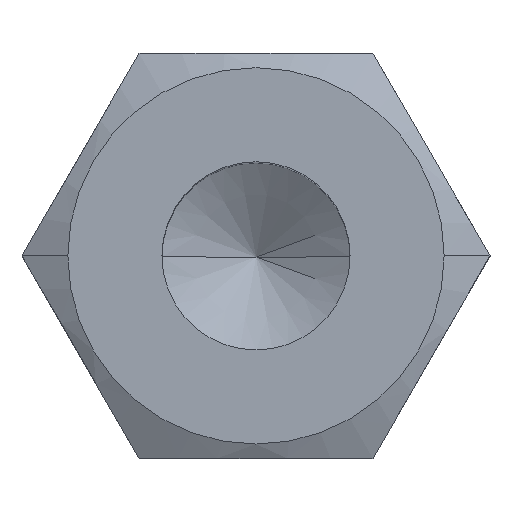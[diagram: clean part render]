
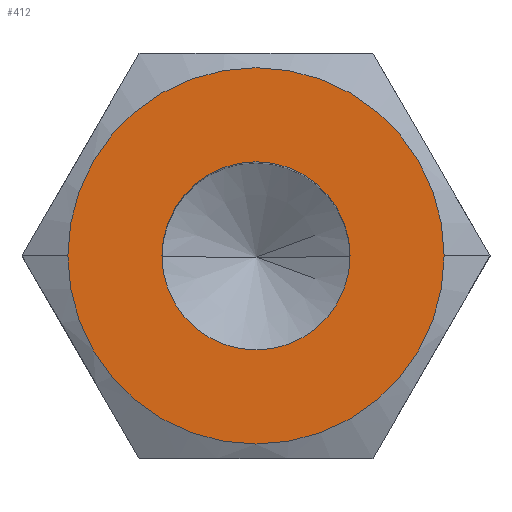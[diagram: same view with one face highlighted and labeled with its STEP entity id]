
A CAD part, top view. The second image highlights one B-rep face of the part: STEP entity #412.
In plain terms, the highlighted planar face has unit normal (0, 0, 1).
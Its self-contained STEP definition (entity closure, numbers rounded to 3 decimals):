
#7 = CARTESIAN_POINT ( 'NONE',  ( 6.5, 0., 8. ) ) ;
#50 = PLANE ( 'NONE',  #615 ) ;
#91 = AXIS2_PLACEMENT_3D ( 'NONE', #470, #148, #538 ) ;
#96 = FACE_BOUND ( 'NONE', #630, .T. ) ;
#117 = CARTESIAN_POINT ( 'NONE',  ( 0., 0., 8. ) ) ;
#121 = CARTESIAN_POINT ( 'NONE',  ( 0., 0., 8. ) ) ;
#132 = VERTEX_POINT ( 'NONE', #709 ) ;
#148 = DIRECTION ( 'NONE',  ( 0., 0., 1. ) ) ;
#164 = DIRECTION ( 'NONE',  ( 0., 0., 1. ) ) ;
#178 = DIRECTION ( 'NONE',  ( 1., 0., 0. ) ) ;
#182 = DIRECTION ( 'NONE',  ( 0., 0., 1. ) ) ;
#217 = EDGE_CURVE ( 'NONE', #464, #567, #432, .T. ) ;
#218 = AXIS2_PLACEMENT_3D ( 'NONE', #121, #508, #178 ) ;
#258 = FACE_OUTER_BOUND ( 'NONE', #413, .T. ) ;
#279 = DIRECTION ( 'NONE',  ( 0., 0., 1. ) ) ;
#287 = CARTESIAN_POINT ( 'NONE',  ( -13., 0., 8. ) ) ;
#344 = AXIS2_PLACEMENT_3D ( 'NONE', #519, #182, #573 ) ;
#346 = CIRCLE ( 'NONE', #218, 6.5 ) ;
#358 = ORIENTED_EDGE ( 'NONE', *, *, #688, .F. ) ;
#403 = ORIENTED_EDGE ( 'NONE', *, *, #540, .T. ) ;
#412 = ADVANCED_FACE ( 'NONE', ( #96, #258 ), #50, .T. ) ;
#413 = EDGE_LOOP ( 'NONE', ( #403, #518 ) ) ;
#432 = CIRCLE ( 'NONE', #627, 13. ) ;
#440 = CARTESIAN_POINT ( 'NONE',  ( 13., 0., 8. ) ) ;
#464 = VERTEX_POINT ( 'NONE', #440 ) ;
#470 = CARTESIAN_POINT ( 'NONE',  ( 0., 0., 8. ) ) ;
#478 = EDGE_CURVE ( 'NONE', #553, #132, #346, .T. ) ;
#491 = CARTESIAN_POINT ( 'NONE',  ( 0., 0., 8. ) ) ;
#508 = DIRECTION ( 'NONE',  ( 0., 0., 1. ) ) ;
#518 = ORIENTED_EDGE ( 'NONE', *, *, #217, .T. ) ;
#519 = CARTESIAN_POINT ( 'NONE',  ( 0., 0., 8. ) ) ;
#538 = DIRECTION ( 'NONE',  ( 1., 0., 0. ) ) ;
#540 = EDGE_CURVE ( 'NONE', #567, #464, #643, .T. ) ;
#552 = DIRECTION ( 'NONE',  ( 1., 0., 0. ) ) ;
#553 = VERTEX_POINT ( 'NONE', #7 ) ;
#567 = VERTEX_POINT ( 'NONE', #287 ) ;
#573 = DIRECTION ( 'NONE',  ( 1., 0., 0. ) ) ;
#615 = AXIS2_PLACEMENT_3D ( 'NONE', #117, #279, #682 ) ;
#627 = AXIS2_PLACEMENT_3D ( 'NONE', #491, #164, #552 ) ;
#630 = EDGE_LOOP ( 'NONE', ( #655, #358 ) ) ;
#643 = CIRCLE ( 'NONE', #344, 13. ) ;
#655 = ORIENTED_EDGE ( 'NONE', *, *, #478, .F. ) ;
#682 = DIRECTION ( 'NONE',  ( 1., 0., 0. ) ) ;
#688 = EDGE_CURVE ( 'NONE', #132, #553, #689, .T. ) ;
#689 = CIRCLE ( 'NONE', #91, 6.5 ) ;
#709 = CARTESIAN_POINT ( 'NONE',  ( -6.5, 0., 8. ) ) ;
